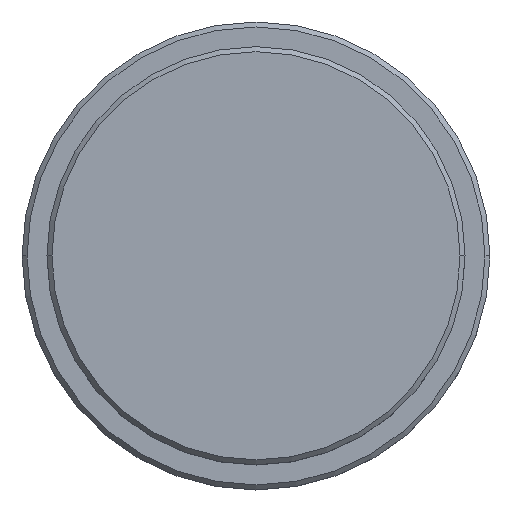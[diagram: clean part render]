
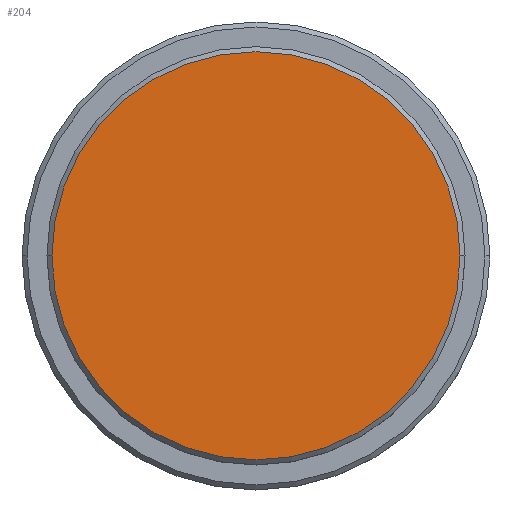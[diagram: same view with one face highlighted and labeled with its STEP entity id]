
A CAD part, top view. The second image highlights one B-rep face of the part: STEP entity #204.
In plain terms, the highlighted planar face has unit normal (0, 0, 1).
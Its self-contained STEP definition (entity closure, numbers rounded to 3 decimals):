
#37 = ORIENTED_EDGE ( 'NONE', *, *, #721, .T. ) ;
#86 = DIRECTION ( 'NONE',  ( 0., 0., 1. ) ) ;
#150 = CARTESIAN_POINT ( 'NONE',  ( 0., 0., 0. ) ) ;
#197 = CIRCLE ( 'NONE', #349, 20.5 ) ;
#204 = ADVANCED_FACE ( 'NONE', ( #892 ), #1314, .T. ) ;
#229 = DIRECTION ( 'NONE',  ( 1., 0., 0. ) ) ;
#234 = AXIS2_PLACEMENT_3D ( 'NONE', #150, #340, #229 ) ;
#288 = VERTEX_POINT ( 'NONE', #769 ) ;
#340 = DIRECTION ( 'NONE',  ( 0., 0., 1. ) ) ;
#349 = AXIS2_PLACEMENT_3D ( 'NONE', #1071, #86, #523 ) ;
#489 = AXIS2_PLACEMENT_3D ( 'NONE', #1354, #833, #1264 ) ;
#523 = DIRECTION ( 'NONE',  ( 1., 0., 0. ) ) ;
#671 = CARTESIAN_POINT ( 'NONE',  ( 20.5, 0., 0. ) ) ;
#687 = CIRCLE ( 'NONE', #489, 20.5 ) ;
#721 = EDGE_CURVE ( 'NONE', #288, #1088, #687, .T. ) ;
#769 = CARTESIAN_POINT ( 'NONE',  ( -20.5, 0., 0. ) ) ;
#833 = DIRECTION ( 'NONE',  ( 0., 0., 1. ) ) ;
#892 = FACE_OUTER_BOUND ( 'NONE', #1331, .T. ) ;
#1071 = CARTESIAN_POINT ( 'NONE',  ( 0., 0., 0. ) ) ;
#1088 = VERTEX_POINT ( 'NONE', #671 ) ;
#1117 = ORIENTED_EDGE ( 'NONE', *, *, #1329, .T. ) ;
#1264 = DIRECTION ( 'NONE',  ( 1., 0., 0. ) ) ;
#1314 = PLANE ( 'NONE',  #234 ) ;
#1329 = EDGE_CURVE ( 'NONE', #1088, #288, #197, .T. ) ;
#1331 = EDGE_LOOP ( 'NONE', ( #37, #1117 ) ) ;
#1354 = CARTESIAN_POINT ( 'NONE',  ( 0., 0., 0. ) ) ;
